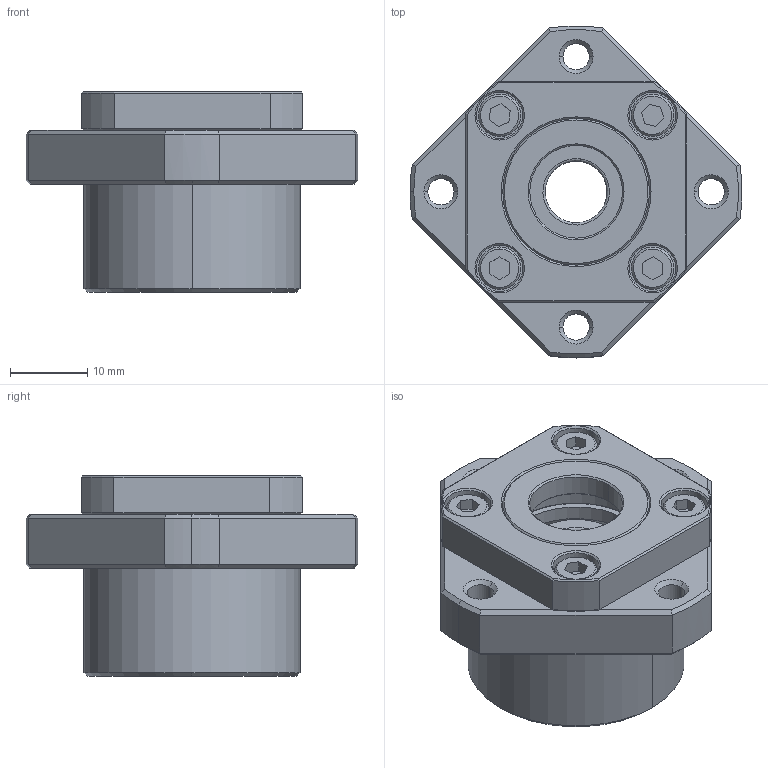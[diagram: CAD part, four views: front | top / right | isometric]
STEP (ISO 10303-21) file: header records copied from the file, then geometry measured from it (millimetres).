
FILE_DESCRIPTION (( 'STEP AP203' ), '1' );
FILE_NAME ('FK 08.STEP', '2014-10-24T07:10:42', ( 'star' ), ( '' ), 'SwSTEP 2.0', 'SolidWorks 2013', '' );
FILE_SCHEMA (( 'CONFIG_CONTROL_DESIGN' ));
Length unit declared in the file: millimetre
Products named in the file (6): #608; FK 8 BLOCK; FK 8 OILSEAL; M3X5; FK 8 COVER; FK 08
Assembly tree (9 placements, depth 2):
  FK 08
    #608  x2
    FK 8 OILSEAL
    FK 8 COVER
    FK 8 BLOCK
    M3X5  x4
Bounding box: 42.97 x 42.97 x 26 mm (x, y, z)
Volume: 15056.5 mm3; surface area: 13500.9 mm2
Topology: 9 solids, 9 shells, 441 faces, 1205 edges, 729 vertices
Faces by surface type: plane 134, bspline 100, cone 96, cylinder 95, torus 16
Entity records: 16777 total; most frequent: CARTESIAN_POINT 8142, ORIENTED_EDGE 1726, DIRECTION 1518, EDGE_CURVE 863, AXIS2_PLACEMENT_3D 580, VERTEX_POINT 547, EDGE_LOOP 396, VECTOR 358
